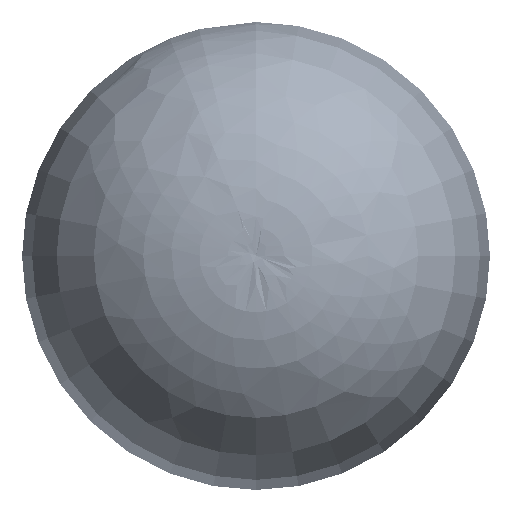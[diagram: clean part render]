
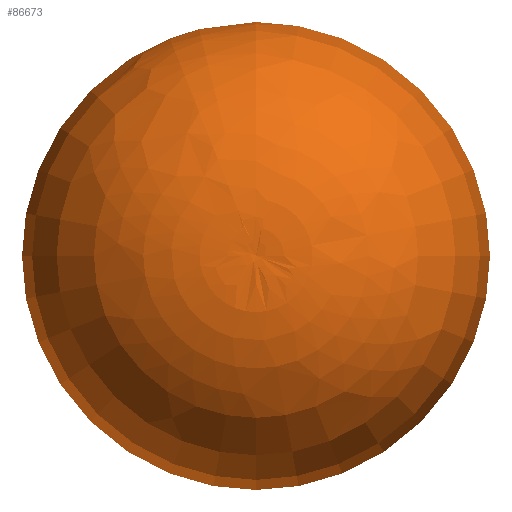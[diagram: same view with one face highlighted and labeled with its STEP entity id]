
A CAD part, top view. The second image highlights one B-rep face of the part: STEP entity #86673.
In plain terms, the highlighted free-form (B-spline) face has degree [2, 2] with [5, 9] control points.
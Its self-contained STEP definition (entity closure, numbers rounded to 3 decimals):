
#1085=(
BOUNDED_SURFACE()
B_SPLINE_SURFACE(2,2,((#270550,#270551,#270552,#270553,#270554,#270555,
#270556,#270557,#270558),(#270559,#270560,#270561,#270562,#270563,#270564,
#270565,#270566,#270567),(#270568,#270569,#270570,#270571,#270572,#270573,
#270574,#270575,#270576),(#270577,#270578,#270579,#270580,#270581,#270582,
#270583,#270584,#270585),(#270586,#270587,#270588,#270589,#270590,#270591,
#270592,#270593,#270594)),.UNSPECIFIED.,.F.,.T.,.F.)
B_SPLINE_SURFACE_WITH_KNOTS((3,2,3),(3,2,2,2,3),(-1.694,-0.585,
0.524),(-3.142,-1.571,0.,1.571,
3.142),.UNSPECIFIED.)
GEOMETRIC_REPRESENTATION_ITEM()
RATIONAL_B_SPLINE_SURFACE(((1.,0.707,1.,0.707,1.,
0.707,1.,0.707,1.),(0.85,0.601,
0.85,0.601,0.85,0.601,
0.85,0.601,0.85),(1.,0.707,
1.,0.707,1.,0.707,1.,0.707,1.),(0.85,
0.601,0.85,0.601,0.85,
0.601,0.85,0.601,0.85),
(1.,0.707,1.,0.707,1.,0.707,1.,0.707,
1.)))
REPRESENTATION_ITEM('')
SURFACE()
);
#1217=(
BOUNDED_CURVE()
B_SPLINE_CURVE(2,(#270596,#270597,#270598,#270599,#270600),
 .UNSPECIFIED.,.F.,.F.)
B_SPLINE_CURVE_WITH_KNOTS((3,2,3),(-0.524,0.585,
1.694),.UNSPECIFIED.)
CURVE()
GEOMETRIC_REPRESENTATION_ITEM()
RATIONAL_B_SPLINE_CURVE((1.,0.85,1.,0.85,1.))
REPRESENTATION_ITEM('')
);
#19936=FACE_OUTER_BOUND('',#26725,.T.);
#26725=EDGE_LOOP('',(#74830,#74831,#74832,#74833));
#32197=CIRCLE('',#96769,1606.884);
#32198=CIRCLE('',#96770,1606.884);
#39800=VERTEX_POINT('',#270441);
#39801=VERTEX_POINT('',#270442);
#39805=VERTEX_POINT('',#270595);
#51475=EDGE_CURVE('',#39800,#39801,#32197,.T.);
#51476=EDGE_CURVE('',#39801,#39800,#32198,.T.);
#51481=EDGE_CURVE('',#39801,#39805,#1217,.T.);
#74830=ORIENTED_EDGE('',*,*,#51475,.F.);
#74831=ORIENTED_EDGE('',*,*,#51476,.F.);
#74832=ORIENTED_EDGE('',*,*,#51481,.T.);
#74833=ORIENTED_EDGE('',*,*,#51481,.F.);
#86673=ADVANCED_FACE('',(#19936),#1085,.F.);
#96769=AXIS2_PLACEMENT_3D('',#270443,#119271,#119272);
#96770=AXIS2_PLACEMENT_3D('',#270444,#119273,#119274);
#119271=DIRECTION('center_axis',(-1.,0.,0.));
#119272=DIRECTION('ref_axis',(0.,0.,1.));
#119273=DIRECTION('center_axis',(-1.,0.,0.));
#119274=DIRECTION('ref_axis',(0.,0.,1.));
#270441=CARTESIAN_POINT('',(-812.265,-1406.884,0.));
#270442=CARTESIAN_POINT('',(-812.265,200.,-1606.884));
#270443=CARTESIAN_POINT('Origin',(-812.265,200.,0.));
#270444=CARTESIAN_POINT('Origin',(-812.265,200.,0.));
#270550=CARTESIAN_POINT('Ctrl Pts',(1612.172,200.,0.));
#270551=CARTESIAN_POINT('Ctrl Pts',(1612.172,200.,0.));
#270552=CARTESIAN_POINT('Ctrl Pts',(1612.172,200.,0.));
#270553=CARTESIAN_POINT('Ctrl Pts',(1612.172,200.,0.));
#270554=CARTESIAN_POINT('Ctrl Pts',(1612.172,200.,0.));
#270555=CARTESIAN_POINT('Ctrl Pts',(1612.172,200.,0.));
#270556=CARTESIAN_POINT('Ctrl Pts',(1612.172,200.,0.));
#270557=CARTESIAN_POINT('Ctrl Pts',(1612.172,200.,0.));
#270558=CARTESIAN_POINT('Ctrl Pts',(1612.172,200.,0.));
#270559=CARTESIAN_POINT('Ctrl Pts',(1736.022,200.,-998.341));
#270560=CARTESIAN_POINT('Ctrl Pts',(1736.022,-798.341,
-998.341));
#270561=CARTESIAN_POINT('Ctrl Pts',(1736.022,-798.341,
0.));
#270562=CARTESIAN_POINT('Ctrl Pts',(1736.022,-798.341,
998.341));
#270563=CARTESIAN_POINT('Ctrl Pts',(1736.022,200.,998.341));
#270564=CARTESIAN_POINT('Ctrl Pts',(1736.022,1198.341,998.341));
#270565=CARTESIAN_POINT('Ctrl Pts',(1736.022,1198.341,0.));
#270566=CARTESIAN_POINT('Ctrl Pts',(1736.022,1198.341,-998.341));
#270567=CARTESIAN_POINT('Ctrl Pts',(1736.022,200.,-998.341));
#270568=CARTESIAN_POINT('Ctrl Pts',(897.487,200.,-1554.111));
#270569=CARTESIAN_POINT('Ctrl Pts',(897.487,-1354.111,
-1554.111));
#270570=CARTESIAN_POINT('Ctrl Pts',(897.487,-1354.111,
0.));
#270571=CARTESIAN_POINT('Ctrl Pts',(897.487,-1354.111,
1554.111));
#270572=CARTESIAN_POINT('Ctrl Pts',(897.487,200.,1554.111));
#270573=CARTESIAN_POINT('Ctrl Pts',(897.487,1754.111,1554.111));
#270574=CARTESIAN_POINT('Ctrl Pts',(897.487,1754.111,0.));
#270575=CARTESIAN_POINT('Ctrl Pts',(897.487,1754.111,-1554.111));
#270576=CARTESIAN_POINT('Ctrl Pts',(897.487,200.,-1554.111));
#270577=CARTESIAN_POINT('Ctrl Pts',(58.951,200.,-2109.881));
#270578=CARTESIAN_POINT('Ctrl Pts',(58.951,-1909.881,
-2109.881));
#270579=CARTESIAN_POINT('Ctrl Pts',(58.951,-1909.881,
0.));
#270580=CARTESIAN_POINT('Ctrl Pts',(58.951,-1909.881,
2109.881));
#270581=CARTESIAN_POINT('Ctrl Pts',(58.951,200.,2109.881));
#270582=CARTESIAN_POINT('Ctrl Pts',(58.951,2309.881,2109.881));
#270583=CARTESIAN_POINT('Ctrl Pts',(58.951,2309.881,0.));
#270584=CARTESIAN_POINT('Ctrl Pts',(58.951,2309.881,-2109.881));
#270585=CARTESIAN_POINT('Ctrl Pts',(58.951,200.,-2109.881));
#270586=CARTESIAN_POINT('Ctrl Pts',(-812.265,200.,-1606.884));
#270587=CARTESIAN_POINT('Ctrl Pts',(-812.265,-1406.884,
-1606.884));
#270588=CARTESIAN_POINT('Ctrl Pts',(-812.265,-1406.884,
0.));
#270589=CARTESIAN_POINT('Ctrl Pts',(-812.265,-1406.884,
1606.884));
#270590=CARTESIAN_POINT('Ctrl Pts',(-812.265,200.,1606.884));
#270591=CARTESIAN_POINT('Ctrl Pts',(-812.265,1806.884,
1606.884));
#270592=CARTESIAN_POINT('Ctrl Pts',(-812.265,1806.884,
0.));
#270593=CARTESIAN_POINT('Ctrl Pts',(-812.265,1806.884,
-1606.884));
#270594=CARTESIAN_POINT('Ctrl Pts',(-812.265,200.,-1606.884));
#270595=CARTESIAN_POINT('',(1612.172,200.,0.));
#270596=CARTESIAN_POINT('Ctrl Pts',(-812.265,200.,-1606.884));
#270597=CARTESIAN_POINT('Ctrl Pts',(58.951,200.,-2109.881));
#270598=CARTESIAN_POINT('Ctrl Pts',(897.487,200.,-1554.111));
#270599=CARTESIAN_POINT('Ctrl Pts',(1736.022,200.,-998.341));
#270600=CARTESIAN_POINT('Ctrl Pts',(1612.172,200.,0.));
